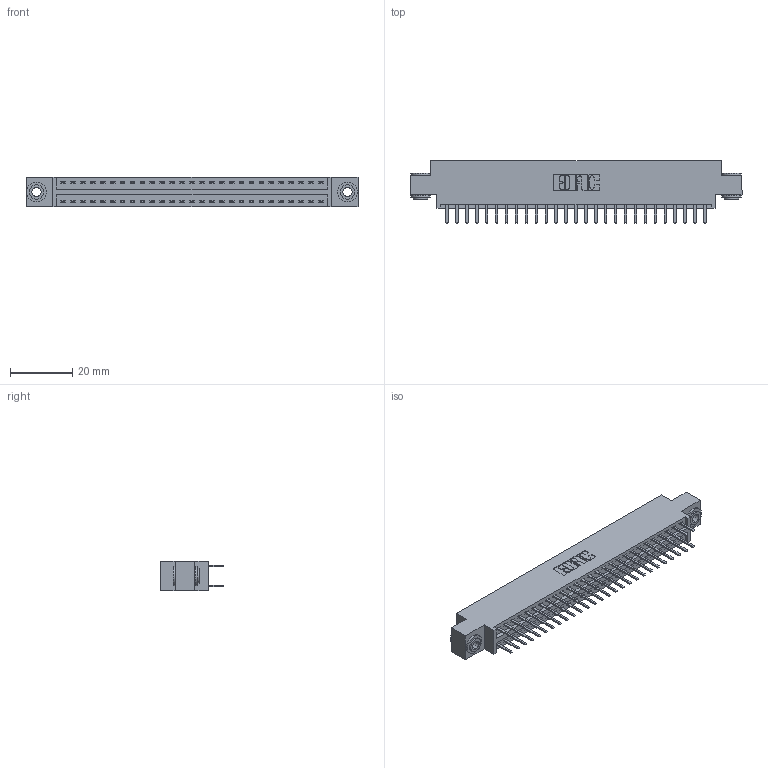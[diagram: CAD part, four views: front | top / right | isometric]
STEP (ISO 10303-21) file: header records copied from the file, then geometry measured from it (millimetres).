
FILE_DESCRIPTION (( 'STEP AP203' ), '1' );
FILE_NAME ('346-054-520-803.STEP', '2022-05-21T02:44:22', ( '' ), ( '' ), 'SwSTEP 2.0', 'SolidWorks 2020', '' );
FILE_SCHEMA (( 'CONFIG_CONTROL_DESIGN' ));
Length unit declared in the file: inch
Products named in the file (4): 345-292-001_345-293-120; 345-250-002_345-250-002-102; 346 Part_0.170 Offset - 0.156 Dia-TH; 346-054-520-803
Assembly tree (57 placements, depth 2):
  346-054-520-803
    346 Part_0.170 Offset - 0.156 Dia-TH
    345-292-001_345-293-120  x54
    345-250-002_345-250-002-102  x2
Bounding box: 106.3 x 20.02 x 9.4 mm (x, y, z)
Volume: 10071.9 mm3; surface area: 13981.5 mm2
Topology: 57 solids, 57 shells, 3202 faces, 9255 edges, 6022 vertices
Faces by surface type: plane 2102, cylinder 1092, cone 8
Entity records: 20952 total; most frequent: CARTESIAN_POINT 3469, ORIENTED_EDGE 3382, DIRECTION 3125, EDGE_CURVE 1691, LINE 1423, VECTOR 1423, VERTEX_POINT 1122, AXIS2_PLACEMENT_3D 851
